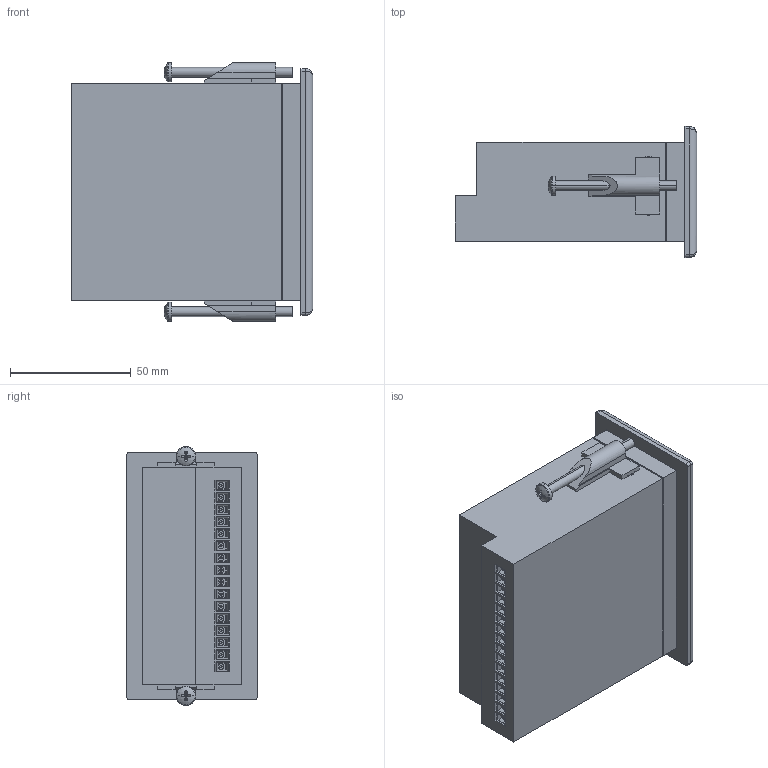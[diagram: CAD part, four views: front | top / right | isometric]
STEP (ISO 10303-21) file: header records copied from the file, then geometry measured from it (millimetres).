
FILE_DESCRIPTION (( 'STEP AP214' ), '1' );
FILE_NAME ('3D ìîäåëü SI30-Ù2.STEP', '2015-08-19T11:23:06', ( 'adm' ), ( 'owen' ), 'SwSTEP 2.0', 'SolidWorks 2011', '' );
FILE_SCHEMA (( 'AUTOMOTIVE_DESIGN' ));
Length unit declared in the file: millimetre
Products named in the file (9): 鏢鵿櫡 膹樦擨鴀鍒; SI30_002F03M; 抔樦憵; Pan Cross Head_AM4_50_B18.6.7M - M4 x 0.7 x 40 Type I Cross Recessed PHMS --40N; ﾇ琥韲; Èçìåðèòåëü SI30-Ù2 ïåðåä; Èçìåðèòåëü SI30-Ù2 çàä; 3D ìîäåëü SI30-Ù2; Óïëîòíèòåëü
Assembly tree (25 placements, depth 3):
  3D ìîäåëü SI30-Ù2
    ﾇ琥韲  x2
    Èçìåðèòåëü SI30-Ù2 çàä
    Pan Cross Head_AM4_50_B18.6.7M - M4 x 0.7 x 40 Type I Cross Recessed PHMS --40N  x2
    SI30_002F03M
    Óïëîòíèòåëü
    鏢鵿櫡 膹樦擨鴀鍒
      抔樦憵  x16
    Èçìåðèòåëü SI30-Ù2 ïåðåä
Bounding box: 100 x 54 x 107 mm (x, y, z)
Volume: 82082.6 mm3; surface area: 96124.7 mm2
Topology: 28 solids, 28 shells, 1888 faces, 4719 edges, 3110 vertices
Faces by surface type: plane 1384, cylinder 282, bspline 214, torus 4, sphere 4
Entity records: 46795 total; most frequent: CARTESIAN_POINT 9177, ORIENTED_EDGE 6072, DIRECTION 4732, EDGE_CURVE 3036, VECTOR 2434, LINE 2434, VERTEX_POINT 2014, EDGE_LOOP 1358
